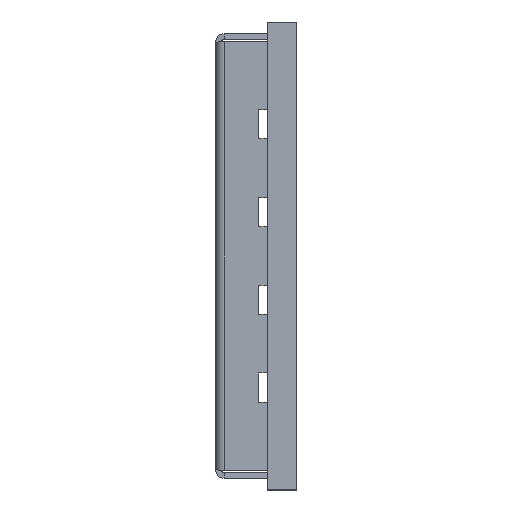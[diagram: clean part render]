
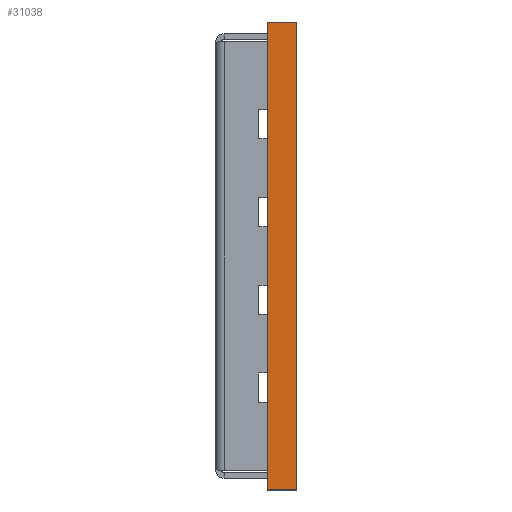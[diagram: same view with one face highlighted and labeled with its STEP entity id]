
A CAD part, left-side view. The second image highlights one B-rep face of the part: STEP entity #31038.
In plain terms, the highlighted planar face has unit normal (-1, 0, 0).
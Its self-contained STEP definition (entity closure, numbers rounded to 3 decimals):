
#394 = VERTEX_POINT ( 'NONE', #28464 ) ;
#2566 = EDGE_LOOP ( 'NONE', ( #5744, #5576, #21476, #21487 ) ) ;
#4141 = DIRECTION ( 'NONE',  ( 0., 0., -1. ) ) ;
#4561 = CARTESIAN_POINT ( 'NONE',  ( -13., 0., 8. ) ) ;
#5576 = ORIENTED_EDGE ( 'NONE', *, *, #13720, .F. ) ;
#5744 = ORIENTED_EDGE ( 'NONE', *, *, #18411, .T. ) ;
#6608 = EDGE_CURVE ( 'NONE', #394, #13262, #13006, .T. ) ;
#6825 = PLANE ( 'NONE',  #18999 ) ;
#8849 = CARTESIAN_POINT ( 'NONE',  ( -13., 0., 8. ) ) ;
#9471 = CARTESIAN_POINT ( 'NONE',  ( -13., 1., 8. ) ) ;
#10219 = VECTOR ( 'NONE', #28166, 1000. ) ;
#10365 = CARTESIAN_POINT ( 'NONE',  ( -13., 1., -8. ) ) ;
#12121 = LINE ( 'NONE', #26629, #25265 ) ;
#12203 = LINE ( 'NONE', #8849, #17800 ) ;
#13006 = LINE ( 'NONE', #10365, #26136 ) ;
#13262 = VERTEX_POINT ( 'NONE', #17772 ) ;
#13720 = EDGE_CURVE ( 'NONE', #29699, #19005, #12121, .T. ) ;
#15596 = DIRECTION ( 'NONE',  ( 0., -1., 0. ) ) ;
#15608 = CARTESIAN_POINT ( 'NONE',  ( -13., 1., 8. ) ) ;
#17772 = CARTESIAN_POINT ( 'NONE',  ( -13., 0., -8. ) ) ;
#17800 = VECTOR ( 'NONE', #24080, 1000. ) ;
#18411 = EDGE_CURVE ( 'NONE', #13262, #19005, #12203, .T. ) ;
#18999 = AXIS2_PLACEMENT_3D ( 'NONE', #9471, #29801, #4141 ) ;
#19005 = VERTEX_POINT ( 'NONE', #4561 ) ;
#21017 = LINE ( 'NONE', #15608, #10219 ) ;
#21476 = ORIENTED_EDGE ( 'NONE', *, *, #22612, .F. ) ;
#21487 = ORIENTED_EDGE ( 'NONE', *, *, #6608, .T. ) ;
#22612 = EDGE_CURVE ( 'NONE', #394, #29699, #21017, .T. ) ;
#23945 = FACE_OUTER_BOUND ( 'NONE', #2566, .T. ) ;
#24080 = DIRECTION ( 'NONE',  ( 0., 0., 1. ) ) ;
#25265 = VECTOR ( 'NONE', #29163, 1000. ) ;
#26136 = VECTOR ( 'NONE', #15596, 1000. ) ;
#26629 = CARTESIAN_POINT ( 'NONE',  ( -13., 1., 8. ) ) ;
#27721 = CARTESIAN_POINT ( 'NONE',  ( -13., 1., 8. ) ) ;
#28166 = DIRECTION ( 'NONE',  ( 0., 0., 1. ) ) ;
#28464 = CARTESIAN_POINT ( 'NONE',  ( -13., 1., -8. ) ) ;
#29163 = DIRECTION ( 'NONE',  ( 0., -1., 0. ) ) ;
#29699 = VERTEX_POINT ( 'NONE', #27721 ) ;
#29801 = DIRECTION ( 'NONE',  ( 1., 0., 0. ) ) ;
#31038 = ADVANCED_FACE ( 'NONE', ( #23945 ), #6825, .F. ) ;
